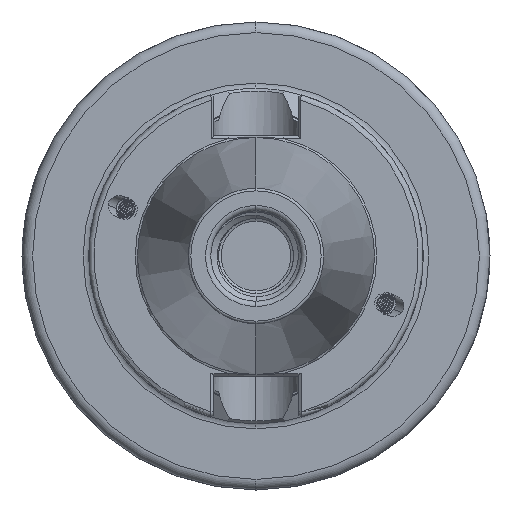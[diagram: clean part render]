
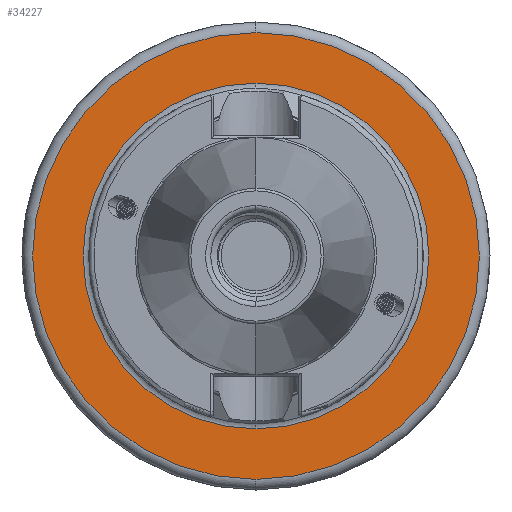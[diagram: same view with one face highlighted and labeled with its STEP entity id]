
A CAD part, left-side view. The second image highlights one B-rep face of the part: STEP entity #34227.
In plain terms, the highlighted planar face has unit normal (-1, 0, 0).
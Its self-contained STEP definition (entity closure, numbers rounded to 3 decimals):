
#1981 = CIRCLE ( 'NONE', #20680, 42. ) ;
#8828 = CARTESIAN_POINT ( 'NONE',  ( 123., 0., 0. ) ) ;
#8832 = DIRECTION ( 'NONE',  ( -1., 0., 0. ) ) ;
#8858 = DIRECTION ( 'NONE',  ( 0., 0., 1. ) ) ;
#9285 = DIRECTION ( 'NONE',  ( 0., 0., 1. ) ) ;
#9293 = CARTESIAN_POINT ( 'NONE',  ( 123., 0., 0. ) ) ;
#9297 = DIRECTION ( 'NONE',  ( 1., 0., 0. ) ) ;
#18577 = CIRCLE ( 'NONE', #20744, 42. ) ;
#18735 = CIRCLE ( 'NONE', #20706, 32.5 ) ;
#19720 = DIRECTION ( 'NONE',  ( 1., 0., 0. ) ) ;
#19726 = CARTESIAN_POINT ( 'NONE',  ( 123., 0., 0. ) ) ;
#19730 = DIRECTION ( 'NONE',  ( 0., 0., 1. ) ) ;
#19849 = DIRECTION ( 'NONE',  ( -1., 0., 0. ) ) ;
#19921 = CARTESIAN_POINT ( 'NONE',  ( 123., 0., 0. ) ) ;
#19928 = DIRECTION ( 'NONE',  ( 0., 0., 1. ) ) ;
#20680 = AXIS2_PLACEMENT_3D ( 'NONE', #8828, #8832, #8858 ) ;
#20706 = AXIS2_PLACEMENT_3D ( 'NONE', #9293, #9297, #9285 ) ;
#20726 = AXIS2_PLACEMENT_3D ( 'NONE', #19726, #19720, #19730 ) ;
#20744 = AXIS2_PLACEMENT_3D ( 'NONE', #19921, #19849, #19928 ) ;
#24189 = AXIS2_PLACEMENT_3D ( 'NONE', #25472, #25479, #25474 ) ;
#25465 = CARTESIAN_POINT ( 'NONE',  ( 123., 0., 42. ) ) ;
#25472 = CARTESIAN_POINT ( 'NONE',  ( 123., 30.5, 0. ) ) ;
#25474 = DIRECTION ( 'NONE',  ( 0., 0., 1. ) ) ;
#25479 = DIRECTION ( 'NONE',  ( -1., 0., 0. ) ) ;
#25496 = CARTESIAN_POINT ( 'NONE',  ( 123., 0., -32.5 ) ) ;
#25511 = PLANE ( 'NONE',  #24189 ) ;
#25553 = CARTESIAN_POINT ( 'NONE',  ( 123., 0., 32.5 ) ) ;
#25556 = CARTESIAN_POINT ( 'NONE',  ( 123., 0., -42. ) ) ;
#29572 = ORIENTED_EDGE ( 'NONE', *, *, #37904, .T. ) ;
#29607 = ORIENTED_EDGE ( 'NONE', *, *, #38431, .T. ) ;
#29659 = ORIENTED_EDGE ( 'NONE', *, *, #37880, .T. ) ;
#29667 = ORIENTED_EDGE ( 'NONE', *, *, #38397, .T. ) ;
#34217 = VERTEX_POINT ( 'NONE', #25465 ) ;
#34227 = ADVANCED_FACE ( 'NONE', ( #37391, #37412 ), #25511, .T. ) ;
#34243 = VERTEX_POINT ( 'NONE', #25496 ) ;
#34261 = VERTEX_POINT ( 'NONE', #25553 ) ;
#34269 = VERTEX_POINT ( 'NONE', #25556 ) ;
#37241 = CIRCLE ( 'NONE', #20726, 32.5 ) ;
#37391 = FACE_BOUND ( 'NONE', #40384, .T. ) ;
#37412 = FACE_OUTER_BOUND ( 'NONE', #40363, .T. ) ;
#37880 = EDGE_CURVE ( 'NONE', #34261, #34243, #37241, .T. ) ;
#37904 = EDGE_CURVE ( 'NONE', #34217, #34269, #18577, .T. ) ;
#38397 = EDGE_CURVE ( 'NONE', #34243, #34261, #18735, .T. ) ;
#38431 = EDGE_CURVE ( 'NONE', #34269, #34217, #1981, .T. ) ;
#40363 = EDGE_LOOP ( 'NONE', ( #29572, #29607 ) ) ;
#40384 = EDGE_LOOP ( 'NONE', ( #29659, #29667 ) ) ;
